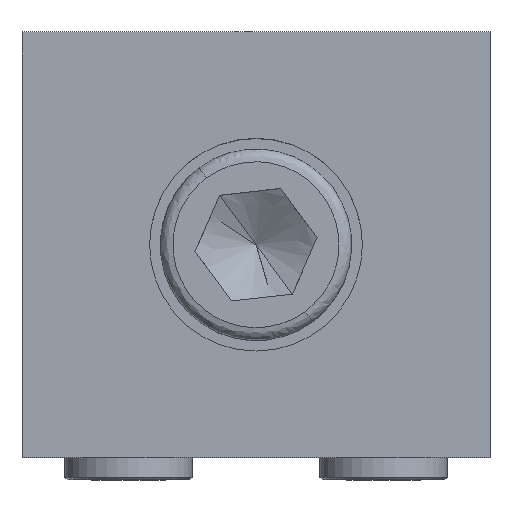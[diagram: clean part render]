
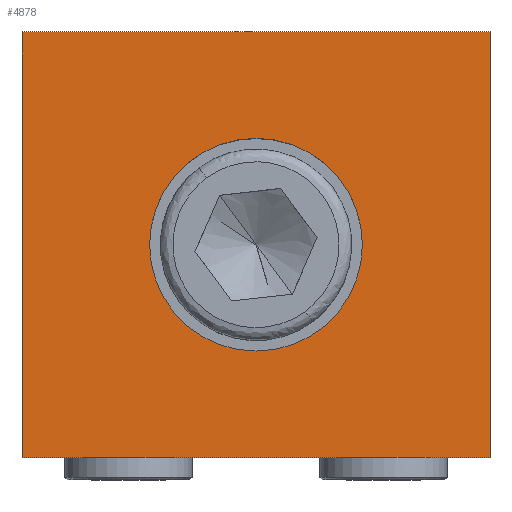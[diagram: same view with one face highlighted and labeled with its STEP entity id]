
A CAD part, top view. The second image highlights one B-rep face of the part: STEP entity #4878.
In plain terms, the highlighted planar face has unit normal (0, 0, 1).
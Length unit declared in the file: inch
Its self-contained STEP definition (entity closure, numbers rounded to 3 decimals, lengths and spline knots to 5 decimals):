
#79 = DIRECTION ( 'NONE',  ( 0., 0., -1. ) ) ;
#94 = CARTESIAN_POINT ( 'NONE',  ( 0.86614, 0., 0.90551 ) ) ;
#239 = PLANE ( 'NONE',  #2573 ) ;
#277 = VERTEX_POINT ( 'NONE', #6073 ) ;
#559 = FACE_OUTER_BOUND ( 'NONE', #1627, .T. ) ;
#762 = ORIENTED_EDGE ( 'NONE', *, *, #2406, .T. ) ;
#970 = ORIENTED_EDGE ( 'NONE', *, *, #5789, .T. ) ;
#1119 = CARTESIAN_POINT ( 'NONE',  ( 0.86614, 0., 0.90551 ) ) ;
#1184 = EDGE_CURVE ( 'NONE', #5787, #4541, #2776, .T. ) ;
#1281 = LINE ( 'NONE', #4745, #6950 ) ;
#1627 = EDGE_LOOP ( 'NONE', ( #2000, #762, #6957, #970 ) ) ;
#1628 = ORIENTED_EDGE ( 'NONE', *, *, #1184, .T. ) ;
#1669 = DIRECTION ( 'NONE',  ( 0., 1., 0. ) ) ;
#1717 = VERTEX_POINT ( 'NONE', #3941 ) ;
#1903 = CARTESIAN_POINT ( 'NONE',  ( 0., 0.7874, 0.90551 ) ) ;
#1931 = DIRECTION ( 'NONE',  ( -1., 0., 0. ) ) ;
#2000 = ORIENTED_EDGE ( 'NONE', *, *, #4171, .T. ) ;
#2202 = AXIS2_PLACEMENT_3D ( 'NONE', #1903, #5755, #2439 ) ;
#2207 = EDGE_LOOP ( 'NONE', ( #2479, #1628 ) ) ;
#2343 = AXIS2_PLACEMENT_3D ( 'NONE', #3342, #79, #3898 ) ;
#2406 = EDGE_CURVE ( 'NONE', #277, #5497, #3023, .T. ) ;
#2439 = DIRECTION ( 'NONE',  ( 1., 0., 0. ) ) ;
#2479 = ORIENTED_EDGE ( 'NONE', *, *, #4901, .T. ) ;
#2573 = AXIS2_PLACEMENT_3D ( 'NONE', #2976, #6825, #3529 ) ;
#2594 = CIRCLE ( 'NONE', #2202, 0.3937 ) ;
#2605 = EDGE_CURVE ( 'NONE', #5497, #4585, #1281, .T. ) ;
#2745 = CARTESIAN_POINT ( 'NONE',  ( -0.3937, 0.7874, 0.90551 ) ) ;
#2776 = CIRCLE ( 'NONE', #2343, 0.3937 ) ;
#2781 = CARTESIAN_POINT ( 'NONE',  ( 0.3937, 0.7874, 0.90551 ) ) ;
#2972 = LINE ( 'NONE', #4116, #5898 ) ;
#2976 = CARTESIAN_POINT ( 'NONE',  ( -0.86614, 0., 0.90551 ) ) ;
#3023 = LINE ( 'NONE', #3487, #5946 ) ;
#3304 = FACE_BOUND ( 'NONE', #2207, .T. ) ;
#3342 = CARTESIAN_POINT ( 'NONE',  ( 0., 0.7874, 0.90551 ) ) ;
#3487 = CARTESIAN_POINT ( 'NONE',  ( -0.86614, 0., 0.90551 ) ) ;
#3529 = DIRECTION ( 'NONE',  ( 1., 0., 0. ) ) ;
#3664 = VECTOR ( 'NONE', #1669, 39.37008 ) ;
#3898 = DIRECTION ( 'NONE',  ( 1., 0., 0. ) ) ;
#3941 = CARTESIAN_POINT ( 'NONE',  ( 0.86614, 1.5748, 0.90551 ) ) ;
#4116 = CARTESIAN_POINT ( 'NONE',  ( -0.86614, 1.5748, 0.90551 ) ) ;
#4171 = EDGE_CURVE ( 'NONE', #1717, #277, #2972, .T. ) ;
#4541 = VERTEX_POINT ( 'NONE', #2781 ) ;
#4585 = VERTEX_POINT ( 'NONE', #94 ) ;
#4745 = CARTESIAN_POINT ( 'NONE',  ( -0.86614, 0., 0.90551 ) ) ;
#4878 = ADVANCED_FACE ( 'NONE', ( #3304, #559 ), #239, .T. ) ;
#4901 = EDGE_CURVE ( 'NONE', #4541, #5787, #2594, .T. ) ;
#5169 = DIRECTION ( 'NONE',  ( 0., -1., 0. ) ) ;
#5315 = LINE ( 'NONE', #1119, #3664 ) ;
#5497 = VERTEX_POINT ( 'NONE', #6838 ) ;
#5755 = DIRECTION ( 'NONE',  ( 0., 0., -1. ) ) ;
#5787 = VERTEX_POINT ( 'NONE', #2745 ) ;
#5789 = EDGE_CURVE ( 'NONE', #4585, #1717, #5315, .T. ) ;
#5898 = VECTOR ( 'NONE', #1931, 39.37008 ) ;
#5946 = VECTOR ( 'NONE', #5169, 39.37008 ) ;
#6073 = CARTESIAN_POINT ( 'NONE',  ( -0.86614, 1.5748, 0.90551 ) ) ;
#6825 = DIRECTION ( 'NONE',  ( 0., 0., 1. ) ) ;
#6838 = CARTESIAN_POINT ( 'NONE',  ( -0.86614, 0., 0.90551 ) ) ;
#6950 = VECTOR ( 'NONE', #6962, 39.37008 ) ;
#6957 = ORIENTED_EDGE ( 'NONE', *, *, #2605, .T. ) ;
#6962 = DIRECTION ( 'NONE',  ( 1., 0., 0. ) ) ;
